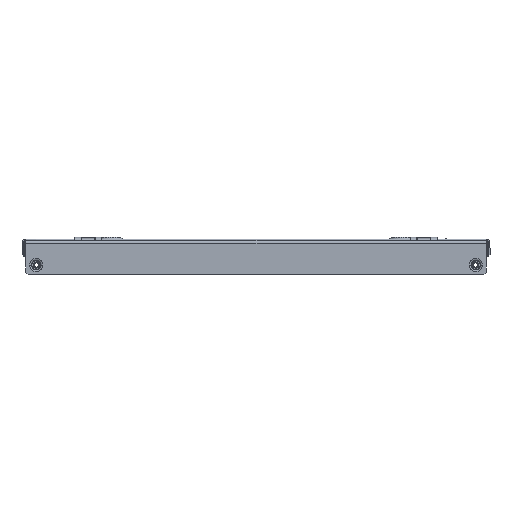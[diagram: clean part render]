
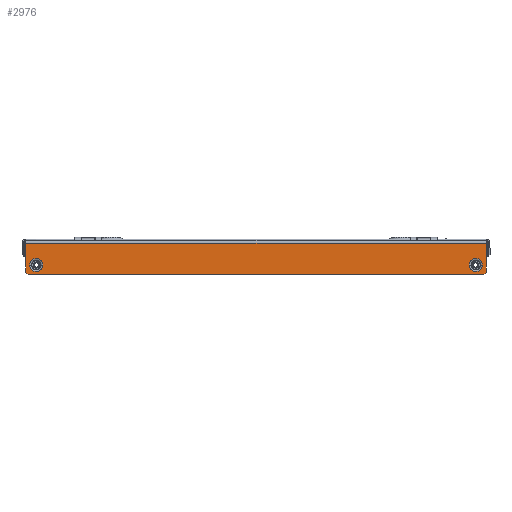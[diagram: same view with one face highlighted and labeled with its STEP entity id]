
A CAD part, left-side view. The second image highlights one B-rep face of the part: STEP entity #2976.
In plain terms, the highlighted planar face has unit normal (-1, 0, 0).
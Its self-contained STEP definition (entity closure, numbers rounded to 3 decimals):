
#327 = AXIS2_PLACEMENT_3D ( 'NONE', #14290, #15542, #14409 ) ;
#508 = DIRECTION ( 'NONE',  ( 0., 0., 1. ) ) ;
#782 = VERTEX_POINT ( 'NONE', #8720 ) ;
#811 = LINE ( 'NONE', #14401, #9189 ) ;
#1054 = ORIENTED_EDGE ( 'NONE', *, *, #15362, .T. ) ;
#1286 = VECTOR ( 'NONE', #14385, 1000. ) ;
#1345 = LINE ( 'NONE', #10951, #11380 ) ;
#1400 = CARTESIAN_POINT ( 'NONE',  ( -11.5, 261., -1.879 ) ) ;
#1537 = FACE_OUTER_BOUND ( 'NONE', #15013, .T. ) ;
#1573 = CARTESIAN_POINT ( 'NONE',  ( -11.5, 249., -26.5 ) ) ;
#1668 = CIRCLE ( 'NONE', #6616, 7.299 ) ;
#1930 = VERTEX_POINT ( 'NONE', #10972 ) ;
#2042 = VERTEX_POINT ( 'NONE', #7502 ) ;
#2482 = EDGE_CURVE ( 'NONE', #14951, #1930, #1345, .T. ) ;
#2587 = AXIS2_PLACEMENT_3D ( 'NONE', #1573, #8324, #3115 ) ;
#2649 = PLANE ( 'NONE',  #327 ) ;
#2976 = ADVANCED_FACE ( 'NONE', ( #1537, #11570, #14258 ), #2649, .F. ) ;
#2994 = ORIENTED_EDGE ( 'NONE', *, *, #5122, .F. ) ;
#3087 = EDGE_CURVE ( 'NONE', #7420, #1930, #14859, .T. ) ;
#3115 = DIRECTION ( 'NONE',  ( 0., 1., 0. ) ) ;
#3209 = DIRECTION ( 'NONE',  ( 0., -1., 0. ) ) ;
#3348 = ORIENTED_EDGE ( 'NONE', *, *, #8010, .T. ) ;
#3695 = DIRECTION ( 'NONE',  ( 0., -1., 0. ) ) ;
#3953 = CARTESIAN_POINT ( 'NONE',  ( -11.5, 256.299, -26.5 ) ) ;
#4540 = AXIS2_PLACEMENT_3D ( 'NONE', #7312, #14917, #3695 ) ;
#4795 = LINE ( 'NONE', #11732, #1286 ) ;
#5018 = CARTESIAN_POINT ( 'NONE',  ( -11.5, 261., 0. ) ) ;
#5122 = EDGE_CURVE ( 'NONE', #2042, #14687, #1668, .T. ) ;
#5129 = DIRECTION ( 'NONE',  ( 0., -0.707, 0.707 ) ) ;
#5688 = ORIENTED_EDGE ( 'NONE', *, *, #14820, .T. ) ;
#5783 = VECTOR ( 'NONE', #14673, 1000. ) ;
#5870 = CARTESIAN_POINT ( 'NONE',  ( -11.5, -249., -26.5 ) ) ;
#6616 = AXIS2_PLACEMENT_3D ( 'NONE', #5870, #13688, #3209 ) ;
#6748 = CARTESIAN_POINT ( 'NONE',  ( -11.5, 249., -26.5 ) ) ;
#7081 = ORIENTED_EDGE ( 'NONE', *, *, #7783, .F. ) ;
#7206 = ORIENTED_EDGE ( 'NONE', *, *, #2482, .T. ) ;
#7312 = CARTESIAN_POINT ( 'NONE',  ( -11.5, -249., -26.5 ) ) ;
#7420 = VERTEX_POINT ( 'NONE', #1400 ) ;
#7502 = CARTESIAN_POINT ( 'NONE',  ( -11.5, -241.701, -26.5 ) ) ;
#7783 = EDGE_CURVE ( 'NONE', #14687, #2042, #11656, .T. ) ;
#7878 = DIRECTION ( 'NONE',  ( 1., 0., 0. ) ) ;
#7973 = EDGE_CURVE ( 'NONE', #11777, #14951, #811, .T. ) ;
#8010 = EDGE_CURVE ( 'NONE', #7420, #13450, #8372, .T. ) ;
#8084 = ORIENTED_EDGE ( 'NONE', *, *, #16024, .T. ) ;
#8324 = DIRECTION ( 'NONE',  ( 1., 0., 0. ) ) ;
#8372 = LINE ( 'NONE', #5018, #10607 ) ;
#8550 = CARTESIAN_POINT ( 'NONE',  ( -11.5, 241.701, -26.5 ) ) ;
#8720 = CARTESIAN_POINT ( 'NONE',  ( -11.5, 258., -37.5 ) ) ;
#8783 = AXIS2_PLACEMENT_3D ( 'NONE', #6748, #7878, #16918 ) ;
#8849 = CARTESIAN_POINT ( 'NONE',  ( -11.5, 261., -34.5 ) ) ;
#8936 = ORIENTED_EDGE ( 'NONE', *, *, #7973, .T. ) ;
#8996 = VERTEX_POINT ( 'NONE', #3953 ) ;
#9189 = VECTOR ( 'NONE', #5129, 1000. ) ;
#9551 = EDGE_LOOP ( 'NONE', ( #13451, #1054 ) ) ;
#10465 = CIRCLE ( 'NONE', #8783, 7.299 ) ;
#10607 = VECTOR ( 'NONE', #16857, 1000. ) ;
#10757 = CARTESIAN_POINT ( 'NONE',  ( -11.5, -261., -1.879 ) ) ;
#10892 = CARTESIAN_POINT ( 'NONE',  ( -11.5, -261., -34.5 ) ) ;
#10951 = CARTESIAN_POINT ( 'NONE',  ( -11.5, -261., 0. ) ) ;
#10972 = CARTESIAN_POINT ( 'NONE',  ( -11.5, -261., -1.879 ) ) ;
#11380 = VECTOR ( 'NONE', #508, 1000. ) ;
#11479 = LINE ( 'NONE', #13507, #5783 ) ;
#11570 = FACE_BOUND ( 'NONE', #9551, .T. ) ;
#11656 = CIRCLE ( 'NONE', #4540, 7.299 ) ;
#11732 = CARTESIAN_POINT ( 'NONE',  ( -11.5, 258., -37.5 ) ) ;
#11777 = VERTEX_POINT ( 'NONE', #12584 ) ;
#12016 = EDGE_CURVE ( 'NONE', #8996, #12065, #12397, .T. ) ;
#12065 = VERTEX_POINT ( 'NONE', #8550 ) ;
#12361 = VECTOR ( 'NONE', #14635, 1000. ) ;
#12397 = CIRCLE ( 'NONE', #2587, 7.299 ) ;
#12436 = ORIENTED_EDGE ( 'NONE', *, *, #3087, .F. ) ;
#12584 = CARTESIAN_POINT ( 'NONE',  ( -11.5, -258., -37.5 ) ) ;
#12879 = CARTESIAN_POINT ( 'NONE',  ( -11.5, -256.299, -26.5 ) ) ;
#13450 = VERTEX_POINT ( 'NONE', #8849 ) ;
#13451 = ORIENTED_EDGE ( 'NONE', *, *, #12016, .T. ) ;
#13507 = CARTESIAN_POINT ( 'NONE',  ( -11.5, -261., -37.5 ) ) ;
#13688 = DIRECTION ( 'NONE',  ( -1., 0., 0. ) ) ;
#14258 = FACE_BOUND ( 'NONE', #15062, .T. ) ;
#14290 = CARTESIAN_POINT ( 'NONE',  ( -11.5, -261., 0. ) ) ;
#14385 = DIRECTION ( 'NONE',  ( 0., -0.707, -0.707 ) ) ;
#14401 = CARTESIAN_POINT ( 'NONE',  ( -11.5, -261., -34.5 ) ) ;
#14409 = DIRECTION ( 'NONE',  ( 0., 0., -1. ) ) ;
#14635 = DIRECTION ( 'NONE',  ( 0., -1., 0. ) ) ;
#14673 = DIRECTION ( 'NONE',  ( 0., -1., 0. ) ) ;
#14687 = VERTEX_POINT ( 'NONE', #12879 ) ;
#14820 = EDGE_CURVE ( 'NONE', #13450, #782, #4795, .T. ) ;
#14859 = LINE ( 'NONE', #10757, #12361 ) ;
#14917 = DIRECTION ( 'NONE',  ( -1., 0., 0. ) ) ;
#14951 = VERTEX_POINT ( 'NONE', #10892 ) ;
#15013 = EDGE_LOOP ( 'NONE', ( #8084, #8936, #7206, #12436, #3348, #5688 ) ) ;
#15062 = EDGE_LOOP ( 'NONE', ( #7081, #2994 ) ) ;
#15362 = EDGE_CURVE ( 'NONE', #12065, #8996, #10465, .T. ) ;
#15542 = DIRECTION ( 'NONE',  ( 1., 0., 0. ) ) ;
#16024 = EDGE_CURVE ( 'NONE', #782, #11777, #11479, .T. ) ;
#16857 = DIRECTION ( 'NONE',  ( 0., 0., -1. ) ) ;
#16918 = DIRECTION ( 'NONE',  ( 0., 1., 0. ) ) ;
